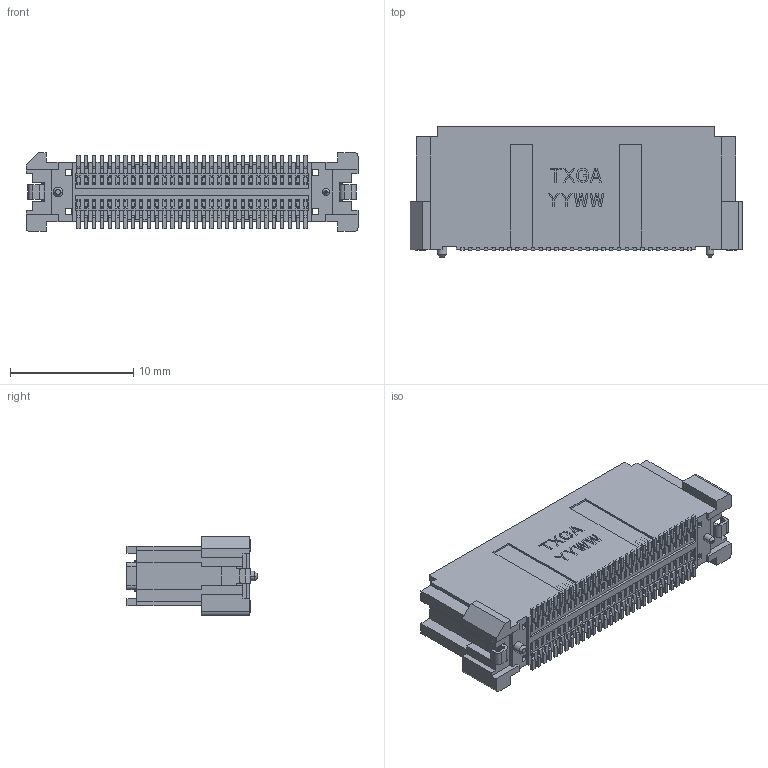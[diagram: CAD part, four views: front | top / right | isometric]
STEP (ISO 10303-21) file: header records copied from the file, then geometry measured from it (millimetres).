
FILE_DESCRIPTION((''),'2;1');
FILE_NAME('BTB_ASM','2025-08-05T11:12:50',('gongchengVV'),(''),'CREO PARAMETRIC BY PTC INC, 2020033','CREO PARAMETRIC BY PTC INC, 2020033','');
FILE_SCHEMA(('CONFIG_CONTROL_DESIGN'));
Length unit declared in the file: millimetre
Products named in the file (4): HOUSING; PRT0001; PRT0002; BTB_ASM
Assembly tree (63 placements, depth 2):
  BTB_ASM
    HOUSING
    PRT0001  x60
    PRT0002  x2
Bounding box: 26.92 x 10.55 x 6.4 mm (x, y, z)
Volume: 976.1 mm3; surface area: 2981 mm2
Topology: 63 solids, 63 shells, 2789 faces, 8137 edges, 5422 vertices
Faces by surface type: plane 2278, cylinder 507, cone 4
Entity records: 30899 total; most frequent: CARTESIAN_POINT 5555, ORIENTED_EDGE 5534, DIRECTION 4717, EDGE_CURVE 2767, VECTOR 2709, LINE 2709, VERTEX_POINT 1842, AXIS2_PLACEMENT_3D 1004
